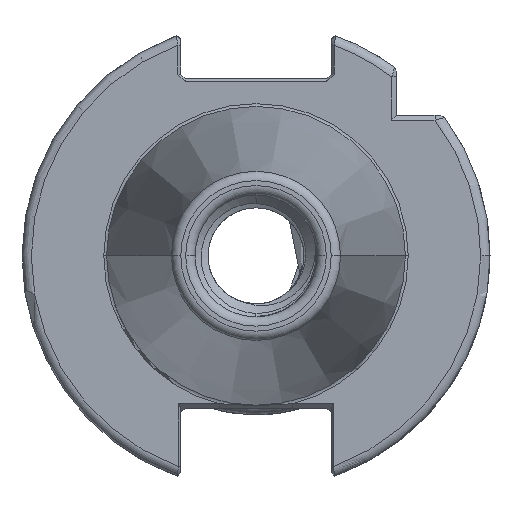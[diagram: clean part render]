
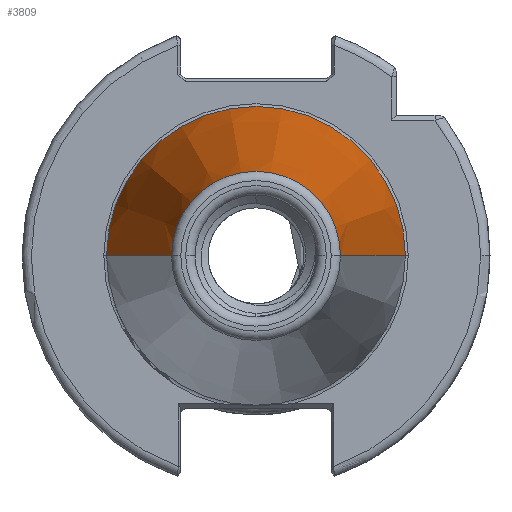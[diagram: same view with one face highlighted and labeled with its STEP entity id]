
A CAD part, left-side view. The second image highlights one B-rep face of the part: STEP entity #3809.
In plain terms, the highlighted conical face has half-angle 8.297 degrees and reference radius 16.342 mm.
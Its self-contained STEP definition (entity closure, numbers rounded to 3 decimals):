
#885 = CARTESIAN_POINT ( 'NONE',  ( -2.6, 0., 0. ) ) ;
#886 = DIRECTION ( 'NONE',  ( -1., 0., 0. ) ) ;
#889 = DIRECTION ( 'NONE',  ( 0., 0., 1. ) ) ;
#3677 = EDGE_LOOP ( 'NONE', ( #22889, #22801, #22822, #22847, #22867 ) ) ;
#3809 = ADVANCED_FACE ( 'NONE', ( #23552 ), #23595, .T. ) ;
#6135 = CARTESIAN_POINT ( 'NONE',  ( -2.6, 15.962, 0. ) ) ;
#6136 = CARTESIAN_POINT ( 'NONE',  ( -2.6, -15.962, 0. ) ) ;
#6155 = CARTESIAN_POINT ( 'NONE',  ( -2.6, 0., 15.962 ) ) ;
#6195 = CARTESIAN_POINT ( 'NONE',  ( -50.144, -9.029, 0. ) ) ;
#6200 = CARTESIAN_POINT ( 'NONE',  ( -50.144, 9.029, 0. ) ) ;
#9827 = CARTESIAN_POINT ( 'NONE',  ( -2.6, 0., 0. ) ) ;
#9863 = DIRECTION ( 'NONE',  ( -1., 0., 0. ) ) ;
#9872 = DIRECTION ( 'NONE',  ( 0., 0., 1. ) ) ;
#9877 = DIRECTION ( 'NONE',  ( 0.99, 0.144, 0. ) ) ;
#9886 = CARTESIAN_POINT ( 'NONE',  ( 0., 16.342, 0. ) ) ;
#10930 = AXIS2_PLACEMENT_3D ( 'NONE', #18848, #18863, #18894 ) ;
#11058 = EDGE_CURVE ( 'NONE', #17931, #17936, #14082, .T. ) ;
#11076 = EDGE_CURVE ( 'NONE', #17959, #17936, #14080, .T. ) ;
#12278 = DIRECTION ( 'NONE',  ( 0.99, -0.144, 0. ) ) ;
#12288 = CARTESIAN_POINT ( 'NONE',  ( 0., -16.342, 0. ) ) ;
#13666 = CARTESIAN_POINT ( 'NONE',  ( -50.144, 0., 0. ) ) ;
#13675 = DIRECTION ( 'NONE',  ( 0., -1., 0. ) ) ;
#13685 = DIRECTION ( 'NONE',  ( 1., 0., 0. ) ) ;
#14049 = VECTOR ( 'NONE', #9877, 1000. ) ;
#14080 = LINE ( 'NONE', #9886, #14049 ) ;
#14082 = CIRCLE ( 'NONE', #15104, 15.962 ) ;
#14955 = AXIS2_PLACEMENT_3D ( 'NONE', #885, #886, #889 ) ;
#14976 = AXIS2_PLACEMENT_3D ( 'NONE', #13666, #13685, #13675 ) ;
#15104 = AXIS2_PLACEMENT_3D ( 'NONE', #9827, #9863, #9872 ) ;
#17931 = VERTEX_POINT ( 'NONE', #6155 ) ;
#17936 = VERTEX_POINT ( 'NONE', #6135 ) ;
#17938 = VERTEX_POINT ( 'NONE', #6136 ) ;
#17959 = VERTEX_POINT ( 'NONE', #6200 ) ;
#17961 = VERTEX_POINT ( 'NONE', #6195 ) ;
#18848 = CARTESIAN_POINT ( 'NONE',  ( 0., 0., 0. ) ) ;
#18863 = DIRECTION ( 'NONE',  ( 1., 0., 0. ) ) ;
#18894 = DIRECTION ( 'NONE',  ( 0., 1., 0. ) ) ;
#20924 = EDGE_CURVE ( 'NONE', #17938, #17931, #23156, .T. ) ;
#20932 = EDGE_CURVE ( 'NONE', #17959, #17961, #23152, .T. ) ;
#20965 = EDGE_CURVE ( 'NONE', #17961, #17938, #23201, .T. ) ;
#22801 = ORIENTED_EDGE ( 'NONE', *, *, #20965, .T. ) ;
#22822 = ORIENTED_EDGE ( 'NONE', *, *, #20924, .T. ) ;
#22847 = ORIENTED_EDGE ( 'NONE', *, *, #11058, .T. ) ;
#22867 = ORIENTED_EDGE ( 'NONE', *, *, #11076, .F. ) ;
#22889 = ORIENTED_EDGE ( 'NONE', *, *, #20932, .T. ) ;
#23152 = CIRCLE ( 'NONE', #14976, 9.029 ) ;
#23156 = CIRCLE ( 'NONE', #14955, 15.962 ) ;
#23176 = VECTOR ( 'NONE', #12278, 1000. ) ;
#23201 = LINE ( 'NONE', #12288, #23176 ) ;
#23552 = FACE_OUTER_BOUND ( 'NONE', #3677, .T. ) ;
#23595 = CONICAL_SURFACE ( 'NONE', #10930, 16.342, 0.145 ) ;
